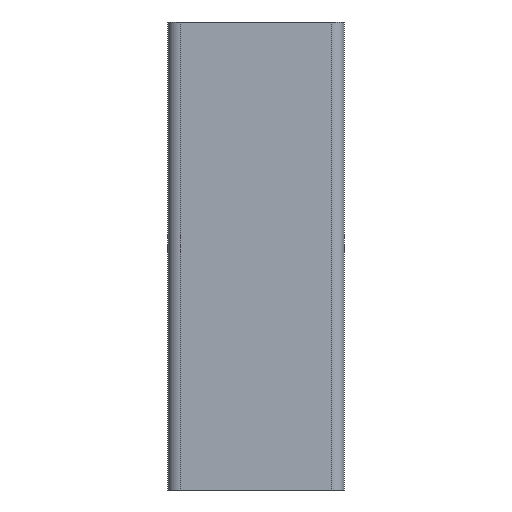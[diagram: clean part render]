
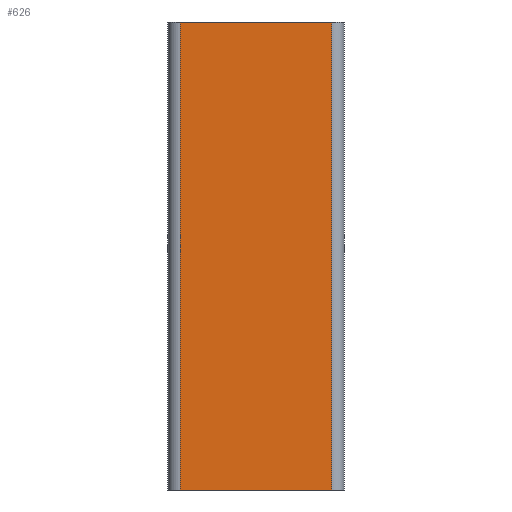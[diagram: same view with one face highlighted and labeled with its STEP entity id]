
A CAD part, left-side view. The second image highlights one B-rep face of the part: STEP entity #626.
In plain terms, the highlighted planar face has unit normal (-1, 0, 0).
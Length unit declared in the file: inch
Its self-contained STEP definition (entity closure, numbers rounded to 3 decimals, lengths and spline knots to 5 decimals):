
#55 = EDGE_CURVE ( 'NONE', #111, #118, #395, .T. ) ;
#56 = EDGE_CURVE ( 'NONE', #135, #131, #396, .T. ) ;
#58 = EDGE_CURVE ( 'NONE', #111, #135, #375, .T. ) ;
#92 = VECTOR ( 'NONE', #277, 39.37008 ) ;
#111 = VERTEX_POINT ( 'NONE', #427 ) ;
#118 = VERTEX_POINT ( 'NONE', #406 ) ;
#131 = VERTEX_POINT ( 'NONE', #319 ) ;
#135 = VERTEX_POINT ( 'NONE', #310 ) ;
#136 = AXIS2_PLACEMENT_3D ( 'NONE', #193, #185, #184 ) ;
#184 = DIRECTION ( 'NONE',  ( 0., 0., -1. ) ) ;
#185 = DIRECTION ( 'NONE',  ( 1., 0., 0. ) ) ;
#188 = PLANE ( 'NONE',  #136 ) ;
#189 = FACE_OUTER_BOUND ( 'NONE', #447, .T. ) ;
#193 = CARTESIAN_POINT ( 'NONE',  ( -1.16, -1.9375, 6. ) ) ;
#277 = DIRECTION ( 'NONE',  ( 0., -1., 0. ) ) ;
#282 = CARTESIAN_POINT ( 'NONE',  ( -1.16, -1.9375, -6. ) ) ;
#299 = LINE ( 'NONE', #282, #92 ) ;
#310 = CARTESIAN_POINT ( 'NONE',  ( -1.16, -1.9375, 6. ) ) ;
#319 = CARTESIAN_POINT ( 'NONE',  ( -1.16, -1.9375, -6. ) ) ;
#348 = DIRECTION ( 'NONE',  ( 0., -1., 0. ) ) ;
#375 = LINE ( 'NONE', #434, #599 ) ;
#395 = LINE ( 'NONE', #480, #597 ) ;
#396 = LINE ( 'NONE', #432, #600 ) ;
#406 = CARTESIAN_POINT ( 'NONE',  ( -1.16, 1.9375, -6. ) ) ;
#411 = DIRECTION ( 'NONE',  ( 0., 0., -1. ) ) ;
#417 = ORIENTED_EDGE ( 'NONE', *, *, #55, .T. ) ;
#425 = DIRECTION ( 'NONE',  ( 0., 0., -1. ) ) ;
#427 = CARTESIAN_POINT ( 'NONE',  ( -1.16, 1.9375, 6. ) ) ;
#432 = CARTESIAN_POINT ( 'NONE',  ( -1.16, -1.9375, 6. ) ) ;
#434 = CARTESIAN_POINT ( 'NONE',  ( -1.16, -1.9375, 6. ) ) ;
#447 = EDGE_LOOP ( 'NONE', ( #573, #559, #499, #417 ) ) ;
#480 = CARTESIAN_POINT ( 'NONE',  ( -1.16, 1.9375, 6. ) ) ;
#499 = ORIENTED_EDGE ( 'NONE', *, *, #58, .F. ) ;
#559 = ORIENTED_EDGE ( 'NONE', *, *, #56, .F. ) ;
#573 = ORIENTED_EDGE ( 'NONE', *, *, #608, .T. ) ;
#597 = VECTOR ( 'NONE', #411, 39.37008 ) ;
#599 = VECTOR ( 'NONE', #348, 39.37008 ) ;
#600 = VECTOR ( 'NONE', #425, 39.37008 ) ;
#608 = EDGE_CURVE ( 'NONE', #118, #131, #299, .T. ) ;
#626 = ADVANCED_FACE ( 'NONE', ( #189 ), #188, .F. ) ;
